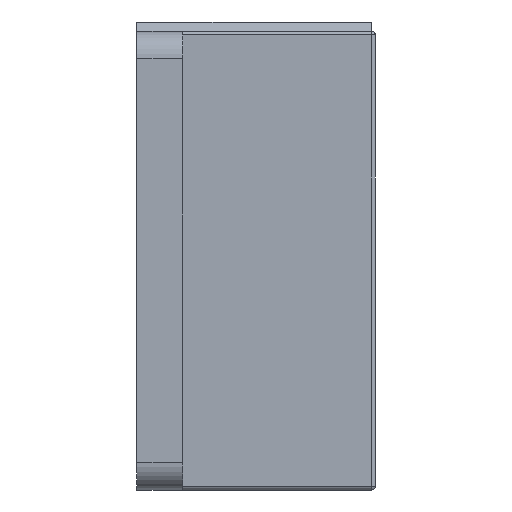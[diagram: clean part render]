
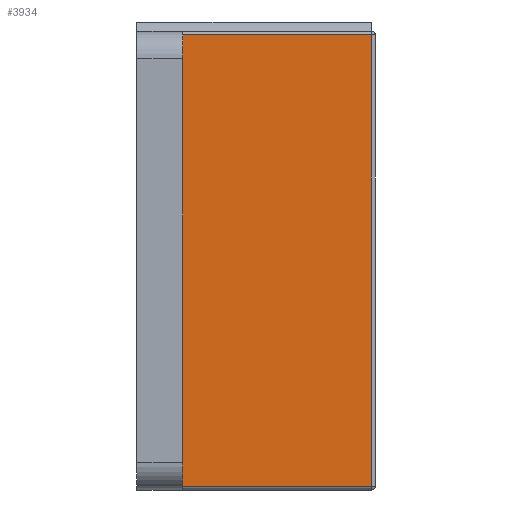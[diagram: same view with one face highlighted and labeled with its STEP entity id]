
A CAD part, left-side view. The second image highlights one B-rep face of the part: STEP entity #3934.
In plain terms, the highlighted planar face has unit normal (-1, 0, 0).
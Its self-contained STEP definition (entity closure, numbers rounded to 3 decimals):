
#315 = VERTEX_POINT ( 'NONE', #638 ) ;
#460 = EDGE_CURVE ( 'NONE', #315, #3262, #2280, .T. ) ;
#494 = LINE ( 'NONE', #3193, #3904 ) ;
#629 = CARTESIAN_POINT ( 'NONE',  ( -34., 10.5, -12.745 ) ) ;
#638 = CARTESIAN_POINT ( 'NONE',  ( -34., 10.5, -12.545 ) ) ;
#771 = VECTOR ( 'NONE', #2588, 1000. ) ;
#799 = DIRECTION ( 'NONE',  ( 1., 0., 0. ) ) ;
#1031 = CARTESIAN_POINT ( 'NONE',  ( -34., 0., -12.545 ) ) ;
#1299 = VECTOR ( 'NONE', #3849, 1000. ) ;
#1332 = ORIENTED_EDGE ( 'NONE', *, *, #2460, .T. ) ;
#1420 = DIRECTION ( 'NONE',  ( 0., 1., 0. ) ) ;
#1794 = EDGE_LOOP ( 'NONE', ( #2463, #3884, #2420, #1332 ) ) ;
#2012 = CARTESIAN_POINT ( 'NONE',  ( -34., 0.2, 12.055 ) ) ;
#2072 = CARTESIAN_POINT ( 'NONE',  ( -34., 0.2, -12.745 ) ) ;
#2159 = DIRECTION ( 'NONE',  ( 0., 0., 1. ) ) ;
#2280 = LINE ( 'NONE', #1031, #771 ) ;
#2372 = CARTESIAN_POINT ( 'NONE',  ( -34., 0.2, -12.545 ) ) ;
#2379 = FACE_OUTER_BOUND ( 'NONE', #1794, .T. ) ;
#2420 = ORIENTED_EDGE ( 'NONE', *, *, #3244, .T. ) ;
#2460 = EDGE_CURVE ( 'NONE', #3345, #2778, #494, .T. ) ;
#2463 = ORIENTED_EDGE ( 'NONE', *, *, #2860, .F. ) ;
#2490 = CARTESIAN_POINT ( 'NONE',  ( -34., 10.5, 12.055 ) ) ;
#2536 = LINE ( 'NONE', #2072, #1299 ) ;
#2588 = DIRECTION ( 'NONE',  ( 0., -1., 0. ) ) ;
#2626 = VECTOR ( 'NONE', #2159, 1000. ) ;
#2675 = PLANE ( 'NONE',  #2704 ) ;
#2704 = AXIS2_PLACEMENT_3D ( 'NONE', #2996, #799, #3600 ) ;
#2778 = VERTEX_POINT ( 'NONE', #2490 ) ;
#2860 = EDGE_CURVE ( 'NONE', #315, #2778, #3671, .T. ) ;
#2996 = CARTESIAN_POINT ( 'NONE',  ( -34., 0., -12.745 ) ) ;
#3193 = CARTESIAN_POINT ( 'NONE',  ( -34., 10.5, 12.055 ) ) ;
#3244 = EDGE_CURVE ( 'NONE', #3262, #3345, #2536, .T. ) ;
#3262 = VERTEX_POINT ( 'NONE', #2372 ) ;
#3345 = VERTEX_POINT ( 'NONE', #2012 ) ;
#3600 = DIRECTION ( 'NONE',  ( 0., 1., 0. ) ) ;
#3671 = LINE ( 'NONE', #629, #2626 ) ;
#3849 = DIRECTION ( 'NONE',  ( 0., 0., 1. ) ) ;
#3884 = ORIENTED_EDGE ( 'NONE', *, *, #460, .T. ) ;
#3904 = VECTOR ( 'NONE', #1420, 1000. ) ;
#3934 = ADVANCED_FACE ( 'NONE', ( #2379 ), #2675, .F. ) ;
